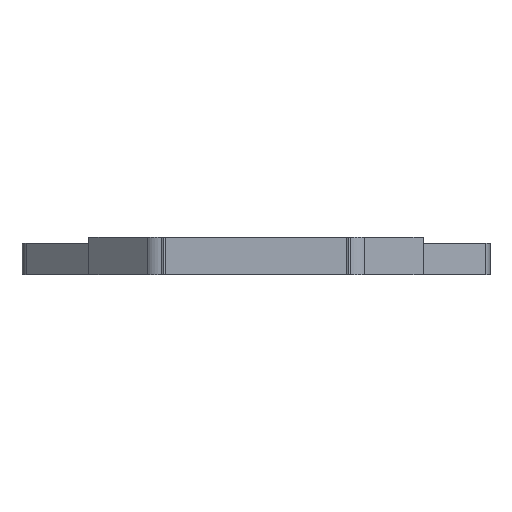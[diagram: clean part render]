
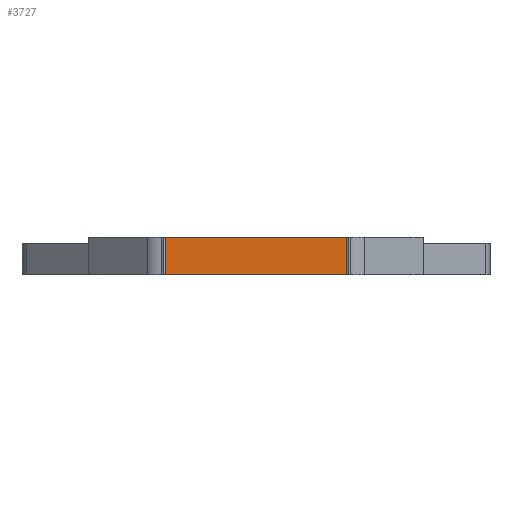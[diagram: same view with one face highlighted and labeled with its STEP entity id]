
A CAD part, left-side view. The second image highlights one B-rep face of the part: STEP entity #3727.
In plain terms, the highlighted planar face has unit normal (-1, 0, 0).
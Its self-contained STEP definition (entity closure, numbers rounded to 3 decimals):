
#288=FACE_OUTER_BOUND('',#485,.T.);
#485=EDGE_LOOP('',(#2791,#2792,#2793,#2794));
#762=LINE('',#5397,#1199);
#875=LINE('',#5646,#1312);
#876=LINE('',#5649,#1313);
#877=LINE('',#5650,#1314);
#1199=VECTOR('',#4290,10.);
#1312=VECTOR('',#4517,10.);
#1313=VECTOR('',#4520,10.);
#1314=VECTOR('',#4521,10.);
#1650=VERTEX_POINT('',#5394);
#1651=VERTEX_POINT('',#5396);
#1730=VERTEX_POINT('',#5644);
#1731=VERTEX_POINT('',#5648);
#2015=EDGE_CURVE('',#1650,#1651,#762,.T.);
#2138=EDGE_CURVE('',#1730,#1650,#875,.T.);
#2139=EDGE_CURVE('',#1731,#1730,#876,.T.);
#2140=EDGE_CURVE('',#1731,#1651,#877,.T.);
#2791=ORIENTED_EDGE('',*,*,#2138,.F.);
#2792=ORIENTED_EDGE('',*,*,#2139,.F.);
#2793=ORIENTED_EDGE('',*,*,#2140,.T.);
#2794=ORIENTED_EDGE('',*,*,#2015,.F.);
#3585=PLANE('',#3944);
#3727=ADVANCED_FACE('',(#288),#3585,.T.);
#3944=AXIS2_PLACEMENT_3D('',#5647,#4518,#4519);
#4290=DIRECTION('',(0.,-1.,0.));
#4517=DIRECTION('',(0.,0.,1.));
#4518=DIRECTION('center_axis',(-1.,0.,0.));
#4519=DIRECTION('ref_axis',(0.,1.,0.));
#4520=DIRECTION('',(0.,1.,0.));
#4521=DIRECTION('',(0.,0.,1.));
#5394=CARTESIAN_POINT('',(-41.64,15.766,4.5));
#5396=CARTESIAN_POINT('',(-41.64,-15.766,4.5));
#5397=CARTESIAN_POINT('',(-41.64,15.766,4.5));
#5644=CARTESIAN_POINT('',(-41.64,15.766,-2.));
#5646=CARTESIAN_POINT('',(-41.64,15.766,3.5));
#5647=CARTESIAN_POINT('Origin',(-41.64,-15.766,3.5));
#5648=CARTESIAN_POINT('',(-41.64,-15.766,-2.));
#5649=CARTESIAN_POINT('',(-41.64,15.766,-2.));
#5650=CARTESIAN_POINT('',(-41.64,-15.766,3.5));
